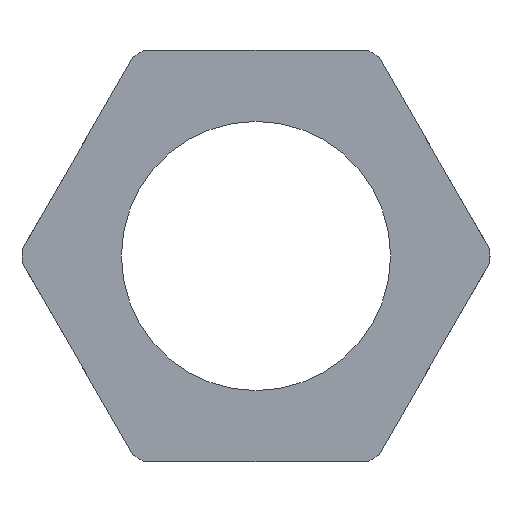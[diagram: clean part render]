
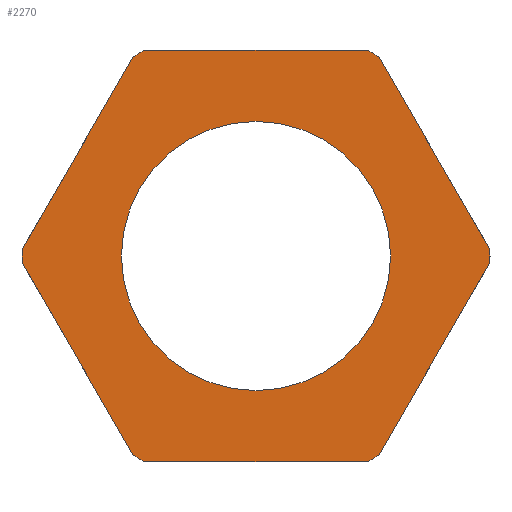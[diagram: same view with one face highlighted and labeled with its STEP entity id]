
A CAD part, front view. The second image highlights one B-rep face of the part: STEP entity #2270.
In plain terms, the highlighted face is planar.
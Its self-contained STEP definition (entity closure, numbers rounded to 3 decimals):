
#210=CARTESIAN_POINT('',(-2.5,12.495,0.358));
#220=VERTEX_POINT('',#210);
#250=CARTESIAN_POINT('',(-2.5,0.,0.));
#260=DIRECTION('',(-1.,0.,0.));
#270=DIRECTION('',(0.,1.,0.));
#280=AXIS2_PLACEMENT_3D('',#250,#260,#270);
#290=CIRCLE('',#280,12.5);
#300=CARTESIAN_POINT('',(-2.5,12.495,-0.358));
#310=VERTEX_POINT('',#300);
#320=EDGE_CURVE('',#220,#310,#290,.T.);
#1190=CARTESIAN_POINT('',(-2.5,-5.937,11.));
#1200=VERTEX_POINT('',#1190);
#1230=CARTESIAN_POINT('',(-2.5,0.,11.));
#1240=DIRECTION('',(0.,1.,0.));
#1250=VECTOR('',#1240,1.);
#1260=LINE('',#1230,#1250);
#1270=CARTESIAN_POINT('',(-2.5,5.937,11.));
#1280=VERTEX_POINT('',#1270);
#1290=EDGE_CURVE('',#1200,#1280,#1260,.T.);
#1470=CARTESIAN_POINT('',(-2.5,10.198,0.));
#1480=DIRECTION('',(-1.,0.,0.));
#1490=DIRECTION('',(0.,1.,0.));
#1500=AXIS2_PLACEMENT_3D('',#1470,#1480,#1490);
#1510=PLANE('',#1500);
#1520=CARTESIAN_POINT('',(-2.5,0.,0.));
#1530=DIRECTION('',(-1.,0.,0.));
#1540=DIRECTION('',(0.,1.,0.));
#1550=AXIS2_PLACEMENT_3D('',#1520,#1530,#1540);
#1560=CIRCLE('',#1550,7.188);
#1570=CARTESIAN_POINT('',(-2.5,7.188,0.));
#1580=VERTEX_POINT('',#1570);
#1590=CARTESIAN_POINT('',(-2.5,-7.188,0.));
#1600=VERTEX_POINT('',#1590);
#1610=EDGE_CURVE('',#1580,#1600,#1560,.T.);
#1620=ORIENTED_EDGE('',*,*,#1610,.F.);
#1630=EDGE_CURVE('',#1600,#1580,#1560,.T.);
#1640=ORIENTED_EDGE('',*,*,#1630,.F.);
#1650=EDGE_LOOP('',(#1640,#1620));
#1660=FACE_BOUND('',#1650,.T.);
#1670=CARTESIAN_POINT('',(-2.5,12.702,0.));
#1680=DIRECTION('',(0.,0.5,-0.866));
#1690=VECTOR('',#1680,1.);
#1700=LINE('',#1670,#1690);
#1710=CARTESIAN_POINT('',(-2.5,6.558,10.642));
#1720=VERTEX_POINT('',#1710);
#1730=EDGE_CURVE('',#1720,#220,#1700,.T.);
#1740=ORIENTED_EDGE('',*,*,#1730,.T.);
#1750=EDGE_CURVE('',#1280,#1720,#290,.T.);
#1760=ORIENTED_EDGE('',*,*,#1750,.T.);
#1770=ORIENTED_EDGE('',*,*,#1290,.T.);
#1780=CARTESIAN_POINT('',(-2.5,-6.558,10.642));
#1790=VERTEX_POINT('',#1780);
#1800=EDGE_CURVE('',#1790,#1200,#290,.T.);
#1810=ORIENTED_EDGE('',*,*,#1800,.T.);
#1820=CARTESIAN_POINT('',(-2.5,-12.702,0.));
#1830=DIRECTION('',(0.,0.5,0.866));
#1840=VECTOR('',#1830,1.);
#1850=LINE('',#1820,#1840);
#1860=CARTESIAN_POINT('',(-2.5,-12.495,0.358));
#1870=VERTEX_POINT('',#1860);
#1880=EDGE_CURVE('',#1870,#1790,#1850,.T.);
#1890=ORIENTED_EDGE('',*,*,#1880,.T.);
#1900=CARTESIAN_POINT('',(-2.5,-12.495,-0.358));
#1910=VERTEX_POINT('',#1900);
#1920=EDGE_CURVE('',#1910,#1870,#290,.T.);
#1930=ORIENTED_EDGE('',*,*,#1920,.T.);
#1940=CARTESIAN_POINT('',(-2.5,-12.702,0.));
#1950=DIRECTION('',(0.,-0.5,0.866));
#1960=VECTOR('',#1950,1.);
#1970=LINE('',#1940,#1960);
#1980=CARTESIAN_POINT('',(-2.5,-6.558,-10.642));
#1990=VERTEX_POINT('',#1980);
#2000=EDGE_CURVE('',#1990,#1910,#1970,.T.);
#2010=ORIENTED_EDGE('',*,*,#2000,.T.);
#2020=CARTESIAN_POINT('',(-2.5,-5.937,-11.));
#2030=VERTEX_POINT('',#2020);
#2040=EDGE_CURVE('',#2030,#1990,#290,.T.);
#2050=ORIENTED_EDGE('',*,*,#2040,.T.);
#2060=CARTESIAN_POINT('',(-2.5,0.,-11.));
#2070=DIRECTION('',(0.,-1.,0.));
#2080=VECTOR('',#2070,1.);
#2090=LINE('',#2060,#2080);
#2100=CARTESIAN_POINT('',(-2.5,5.937,-11.));
#2110=VERTEX_POINT('',#2100);
#2120=EDGE_CURVE('',#2110,#2030,#2090,.T.);
#2130=ORIENTED_EDGE('',*,*,#2120,.T.);
#2140=CARTESIAN_POINT('',(-2.5,6.558,-10.642));
#2150=VERTEX_POINT('',#2140);
#2160=EDGE_CURVE('',#2150,#2110,#290,.T.);
#2170=ORIENTED_EDGE('',*,*,#2160,.T.);
#2180=CARTESIAN_POINT('',(-2.5,12.702,0.));
#2190=DIRECTION('',(0.,-0.5,-0.866));
#2200=VECTOR('',#2190,1.);
#2210=LINE('',#2180,#2200);
#2220=EDGE_CURVE('',#310,#2150,#2210,.T.);
#2230=ORIENTED_EDGE('',*,*,#2220,.T.);
#2240=ORIENTED_EDGE('',*,*,#320,.T.);
#2250=EDGE_LOOP('',(#2240,#2230,#2170,#2130,#2050,#2010,#1930,#1890,
#1810,#1770,#1760,#1740));
#2260=FACE_OUTER_BOUND('',#2250,.T.);
#2270=ADVANCED_FACE('',(#1660,#2260),#1510,.T.);
